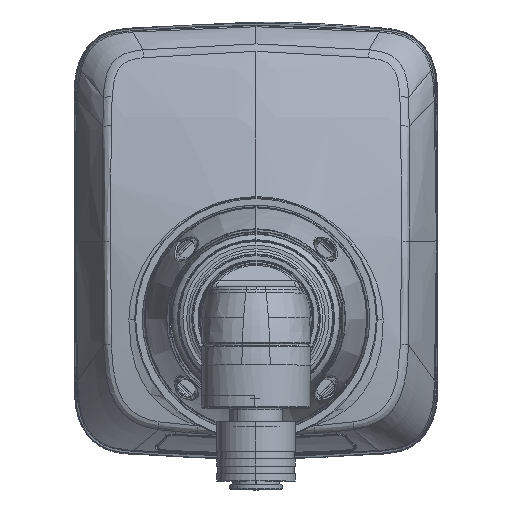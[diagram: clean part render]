
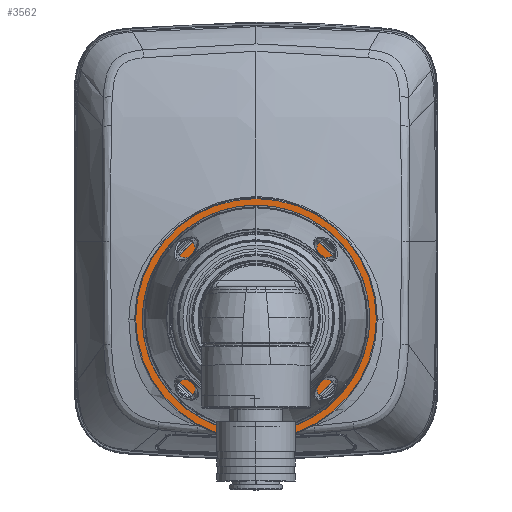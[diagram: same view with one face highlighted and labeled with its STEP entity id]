
A CAD part, top view. The second image highlights one B-rep face of the part: STEP entity #3562.
In plain terms, the highlighted planar face has unit normal (0, 0, 1).
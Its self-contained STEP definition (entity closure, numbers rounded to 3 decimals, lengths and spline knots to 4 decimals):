
#193=CARTESIAN_POINT('',(0.,0.,-0.313));
#194=DIRECTION('',(0.,0.,1.));
#195=DIRECTION('',(0.,-1.,0.));
#196=AXIS2_PLACEMENT_3D('',#193,#194,#195);
#198=CARTESIAN_POINT('',(0.,0.,-0.313));
#199=DIRECTION('',(0.,0.,1.));
#200=DIRECTION('',(0.,1.,0.));
#201=AXIS2_PLACEMENT_3D('',#198,#199,#200);
#3230=CARTESIAN_POINT('',(0.,-0.9567,-0.313));
#3231=CARTESIAN_POINT('',(0.,0.9567,-0.313));
#3232=VERTEX_POINT('',#3230);
#3233=VERTEX_POINT('',#3231);
#3552=CARTESIAN_POINT('',(0.,0.,-0.313));
#3553=DIRECTION('',(0.,0.,-1.));
#3554=DIRECTION('',(0.,1.,0.));
#3555=AXIS2_PLACEMENT_3D('',#3552,#3553,#3554);
#3556=PLANE('',#3555);
#3558=ORIENTED_EDGE('',*,*,#3557,.F.);
#3559=ORIENTED_EDGE('',*,*,#3542,.F.);
#3560=EDGE_LOOP('',(#3558,#3559));
#3561=FACE_OUTER_BOUND('',#3560,.F.);
#3562=ADVANCED_FACE('',(#3561),#3556,.F.);
#197=CIRCLE('',#196,0.9567);
#202=CIRCLE('',#201,0.9567);
#3542=EDGE_CURVE('',#3233,#3232,#202,.T.);
#3557=EDGE_CURVE('',#3232,#3233,#197,.T.);
